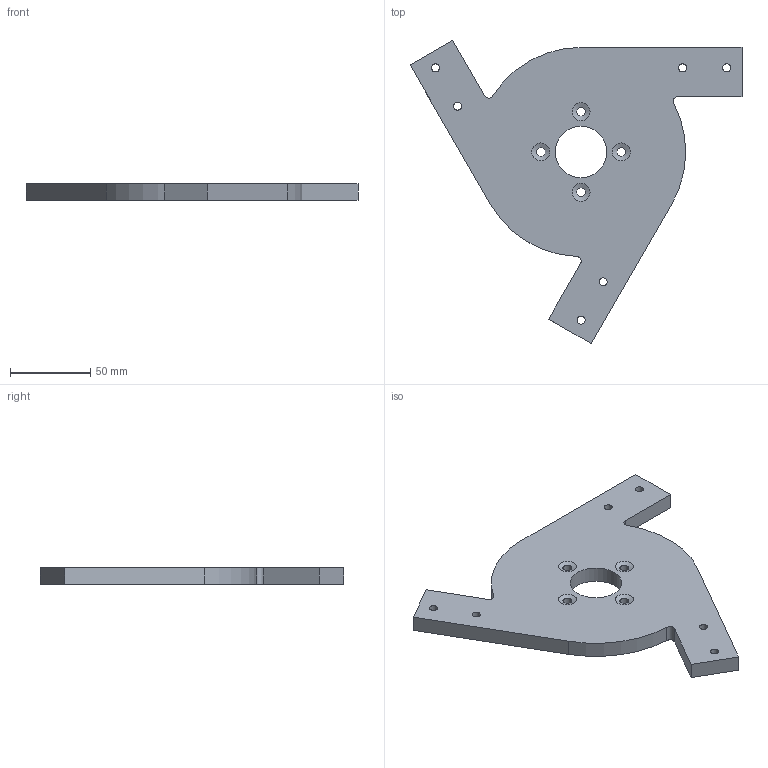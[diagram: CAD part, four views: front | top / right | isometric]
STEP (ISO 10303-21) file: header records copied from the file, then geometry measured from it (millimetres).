
FILE_DESCRIPTION(/* description */ ('STEP AP242','CAx-IF Rec.Pracs.---Representation and Presentation of Product Manufacturing Information (PMI)---4.0---2014-10-13','CAx-IF Rec.Pracs.---3D Tessellated Geometry---0.4---2014-09-14','2;1'),/* implementation_level */ '2;1');
FILE_NAME(/* name */ '67e2b143fd778551b28232a4',/* time_stamp */ '2025-03-25T13:36:04Z',/* author */ (''),/* organization */ (''),/* preprocessor_version */ 'ST-DEVELOPER v20',/* originating_system */ 'ONSHAPE BY PTC INC, 1.195',/* authorisation */ ' ');
FILE_SCHEMA (('AP242_MANAGED_MODEL_BASED_3D_ENGINEERING_MIM_LF { 1 0 10303 442 1 1 4 }'));
Length unit declared in the file: metre
Products named in the file (1): Part 1
Bounding box: 206.29 x 188.48 x 10 mm (x, y, z)
Volume: 178537.5 mm3; surface area: 45583.2 mm2
Topology: 1 solids, 1 shells, 32 faces, 90 edges, 60 vertices
Faces by surface type: cylinder 17, plane 11, cone 4
Full cylindrical faces by diameter (mm): 5 x6, 5.6 x4, 32 x1
Entity records: 1007 total; most frequent: DIRECTION 175, CARTESIAN_POINT 160, ORIENTED_EDGE 142, EDGE_CURVE 71, AXIS2_PLACEMENT_3D 71, EDGE_LOOP 69, FACE_BOUND 69, VERTEX_POINT 56
